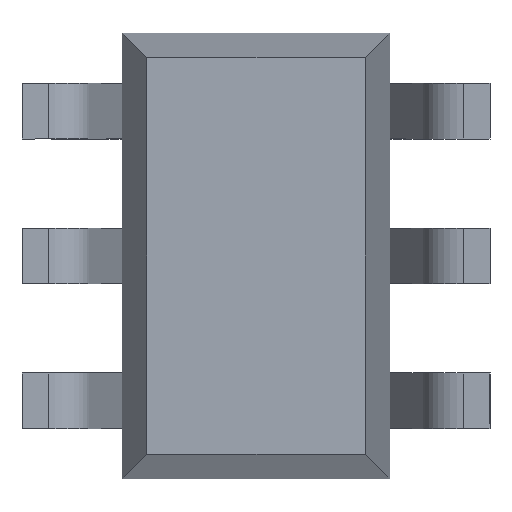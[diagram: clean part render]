
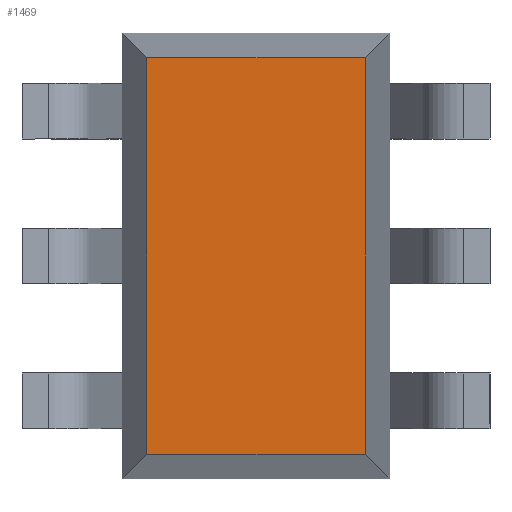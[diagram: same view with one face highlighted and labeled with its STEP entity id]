
A CAD part, front view. The second image highlights one B-rep face of the part: STEP entity #1469.
In plain terms, the highlighted planar face has unit normal (0, -1, 0).
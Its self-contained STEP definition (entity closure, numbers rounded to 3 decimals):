
#41 = ORIENTED_EDGE ( 'NONE', *, *, #1812, .F. ) ;
#57 = CARTESIAN_POINT ( 'NONE',  ( 0., 0.1, 0. ) ) ;
#262 = PLANE ( 'NONE',  #2020 ) ;
#339 = LINE ( 'NONE', #1231, #992 ) ;
#510 = CARTESIAN_POINT ( 'NONE',  ( -0.49, 0.1, 0.89 ) ) ;
#536 = ORIENTED_EDGE ( 'NONE', *, *, #1466, .F. ) ;
#563 = DIRECTION ( 'NONE',  ( 0., 0., 1. ) ) ;
#746 = DIRECTION ( 'NONE',  ( 0., 0., -1. ) ) ;
#759 = CARTESIAN_POINT ( 'NONE',  ( -0.49, 0.1, 0. ) ) ;
#859 = EDGE_CURVE ( 'NONE', #2308, #2365, #1975, .T. ) ;
#980 = VERTEX_POINT ( 'NONE', #1925 ) ;
#992 = VECTOR ( 'NONE', #2461, 1000. ) ;
#1047 = CARTESIAN_POINT ( 'NONE',  ( 0., 0.1, 0.89 ) ) ;
#1074 = LINE ( 'NONE', #1047, #2162 ) ;
#1231 = CARTESIAN_POINT ( 'NONE',  ( 0., 0.1, -0.89 ) ) ;
#1276 = DIRECTION ( 'NONE',  ( 0., 1., 0. ) ) ;
#1466 = EDGE_CURVE ( 'NONE', #980, #2254, #2464, .T. ) ;
#1469 = ADVANCED_FACE ( 'NONE', ( #1630 ), #262, .F. ) ;
#1595 = EDGE_LOOP ( 'NONE', ( #41, #2178, #2620, #536 ) ) ;
#1630 = FACE_OUTER_BOUND ( 'NONE', #1595, .T. ) ;
#1678 = VECTOR ( 'NONE', #563, 1000. ) ;
#1693 = DIRECTION ( 'NONE',  ( 0., 0., 1. ) ) ;
#1794 = CARTESIAN_POINT ( 'NONE',  ( 0.49, 0.1, -0.89 ) ) ;
#1812 = EDGE_CURVE ( 'NONE', #2365, #980, #339, .T. ) ;
#1873 = DIRECTION ( 'NONE',  ( 1., 0., 0. ) ) ;
#1925 = CARTESIAN_POINT ( 'NONE',  ( -0.49, 0.1, -0.89 ) ) ;
#1975 = LINE ( 'NONE', #2612, #2004 ) ;
#2004 = VECTOR ( 'NONE', #746, 1000. ) ;
#2020 = AXIS2_PLACEMENT_3D ( 'NONE', #57, #1276, #1693 ) ;
#2162 = VECTOR ( 'NONE', #1873, 1000. ) ;
#2176 = EDGE_CURVE ( 'NONE', #2254, #2308, #1074, .T. ) ;
#2178 = ORIENTED_EDGE ( 'NONE', *, *, #859, .F. ) ;
#2254 = VERTEX_POINT ( 'NONE', #510 ) ;
#2308 = VERTEX_POINT ( 'NONE', #2401 ) ;
#2365 = VERTEX_POINT ( 'NONE', #1794 ) ;
#2401 = CARTESIAN_POINT ( 'NONE',  ( 0.49, 0.1, 0.89 ) ) ;
#2461 = DIRECTION ( 'NONE',  ( -1., 0., 0. ) ) ;
#2464 = LINE ( 'NONE', #759, #1678 ) ;
#2612 = CARTESIAN_POINT ( 'NONE',  ( 0.49, 0.1, 0. ) ) ;
#2620 = ORIENTED_EDGE ( 'NONE', *, *, #2176, .F. ) ;
